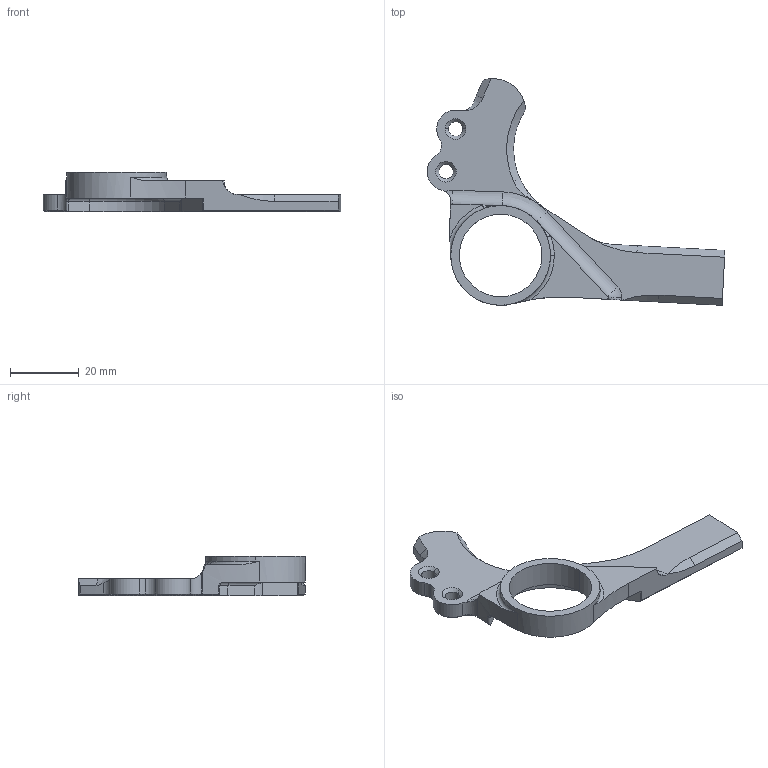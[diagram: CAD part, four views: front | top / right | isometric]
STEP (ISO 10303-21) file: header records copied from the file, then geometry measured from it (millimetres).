
FILE_DESCRIPTION (( 'STEP AP214' ), '1' );
FILE_NAME ('DR2104R.STEP', '2023-09-01T14:58:26', ( '' ), ( '' ), 'SwSTEP 2.0', 'SolidWorks 2022', '' );
FILE_SCHEMA (( 'AUTOMOTIVE_DESIGN' ));
Length unit declared in the file: millimetre
Products named in the file (1): DR2104R
Bounding box: 86.61 x 65.9 x 11.5 mm (x, y, z)
Volume: 10404.1 mm3; surface area: 6348.3 mm2
Topology: 1 solids, 1 shells, 80 faces, 211 edges, 131 vertices
Faces by surface type: cylinder 29, plane 20, cone 18, torus 9, bspline 4
Entity records: 2759 total; most frequent: CARTESIAN_POINT 696, DIRECTION 428, ORIENTED_EDGE 418, EDGE_CURVE 209, AXIS2_PLACEMENT_3D 169, VERTEX_POINT 131, CIRCLE 92, VECTOR 90
